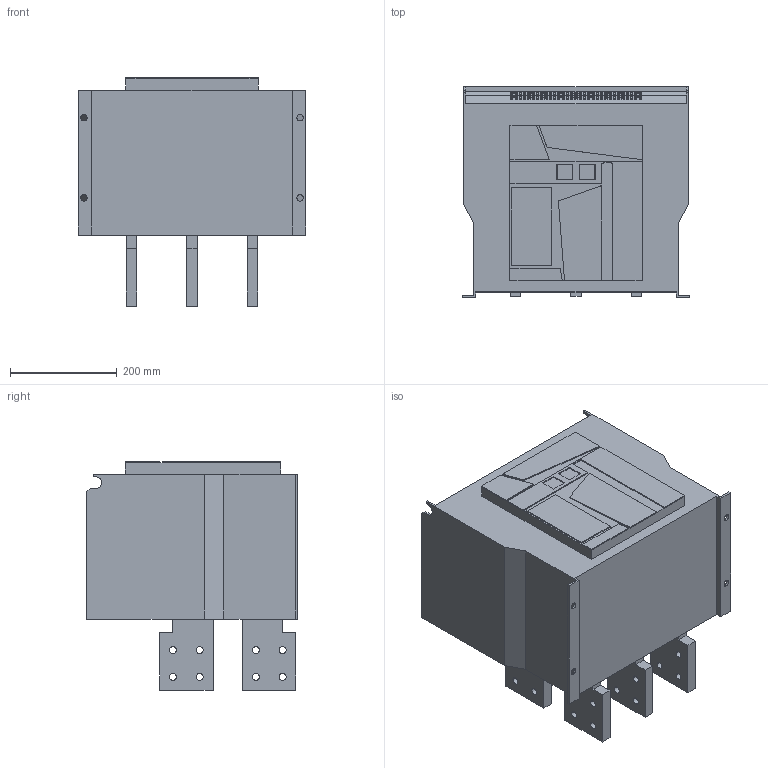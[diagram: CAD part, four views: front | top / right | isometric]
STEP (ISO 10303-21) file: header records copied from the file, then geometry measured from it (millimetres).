
FILE_DESCRIPTION (( 'STEP AP203' ), '1' );
FILE_NAME ('3FF-4000 V.STEP', '2022-12-15T14:23:01', ( '' ), ( '' ), 'SwSTEP 2.0', 'SolidWorks 2022', '' );
FILE_SCHEMA (( 'CONFIG_CONTROL_DESIGN' ));
Length unit declared in the file: millimetre
Products named in the file (1): 3FF-4000 V
Bounding box: 426 x 394 x 427 mm (x, y, z)
Volume: 44260670.5 mm3; surface area: 1011888 mm2
Topology: 1 solids, 1 shells, 687 faces, 1634 edges, 1084 vertices
Faces by surface type: plane 503, cylinder 182, cone 2
Entity records: 19937 total; most frequent: CARTESIAN_POINT 3406, DIRECTION 3378, ORIENTED_EDGE 3268, EDGE_CURVE 1634, LINE 1266, VECTOR 1266, VERTEX_POINT 1084, AXIS2_PLACEMENT_3D 1056
